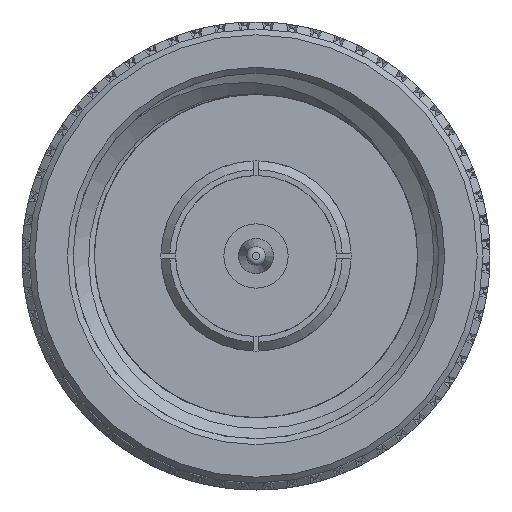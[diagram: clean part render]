
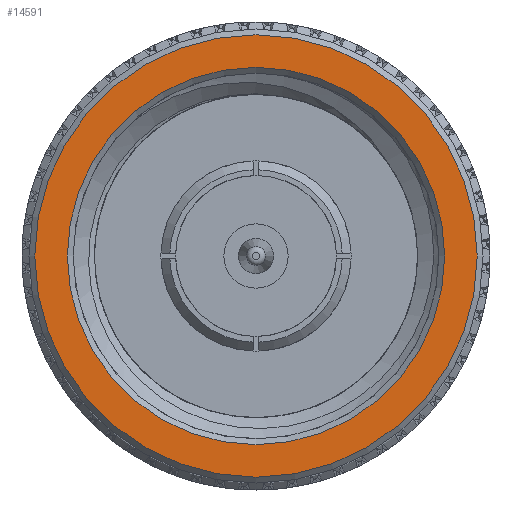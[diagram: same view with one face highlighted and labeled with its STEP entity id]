
A CAD part, left-side view. The second image highlights one B-rep face of the part: STEP entity #14591.
In plain terms, the highlighted planar face has unit normal (-1, 0, 0).
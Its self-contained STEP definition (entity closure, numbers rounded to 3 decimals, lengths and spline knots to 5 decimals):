
#9616 = CARTESIAN_POINT ( 'NONE',  ( 0., 0.38809, 0. ) ) ;
#14591 = ADVANCED_FACE ( 'NONE', ( #103758, #59582 ), #59111, .T. ) ;
#17951 = DIRECTION ( 'NONE',  ( 0., -1., 0. ) ) ;
#20144 = CARTESIAN_POINT ( 'NONE',  ( 0., -0.37809, 0. ) ) ;
#21724 = AXIS2_PLACEMENT_3D ( 'NONE', #39158, #30851, #38470 ) ;
#30851 = DIRECTION ( 'NONE',  ( 1., 0., 0. ) ) ;
#31089 = VERTEX_POINT ( 'NONE', #62408 ) ;
#32156 = AXIS2_PLACEMENT_3D ( 'NONE', #9616, #67545, #17951 ) ;
#38241 = DIRECTION ( 'NONE',  ( -1., 0., 0. ) ) ;
#38470 = DIRECTION ( 'NONE',  ( 0., -1., 0. ) ) ;
#38858 = CIRCLE ( 'NONE', #21724, 0.3225 ) ;
#39158 = CARTESIAN_POINT ( 'NONE',  ( 0., 0., 0. ) ) ;
#39632 = ORIENTED_EDGE ( 'NONE', *, *, #45329, .T. ) ;
#40319 = ORIENTED_EDGE ( 'NONE', *, *, #50865, .T. ) ;
#45329 = EDGE_CURVE ( 'NONE', #31089, #31089, #38858, .T. ) ;
#50865 = EDGE_CURVE ( 'NONE', #98533, #98533, #58806, .T. ) ;
#55481 = EDGE_LOOP ( 'NONE', ( #40319 ) ) ;
#55579 = AXIS2_PLACEMENT_3D ( 'NONE', #87909, #38241, #96209 ) ;
#58806 = CIRCLE ( 'NONE', #55579, 0.37809 ) ;
#59111 = PLANE ( 'NONE',  #32156 ) ;
#59582 = FACE_OUTER_BOUND ( 'NONE', #55481, .T. ) ;
#62408 = CARTESIAN_POINT ( 'NONE',  ( 0., -0.3225, 0. ) ) ;
#67545 = DIRECTION ( 'NONE',  ( -1., 0., 0. ) ) ;
#70861 = EDGE_LOOP ( 'NONE', ( #39632 ) ) ;
#87909 = CARTESIAN_POINT ( 'NONE',  ( 0., 0., 0. ) ) ;
#96209 = DIRECTION ( 'NONE',  ( 0., -1., 0. ) ) ;
#98533 = VERTEX_POINT ( 'NONE', #20144 ) ;
#103758 = FACE_BOUND ( 'NONE', #70861, .T. ) ;
